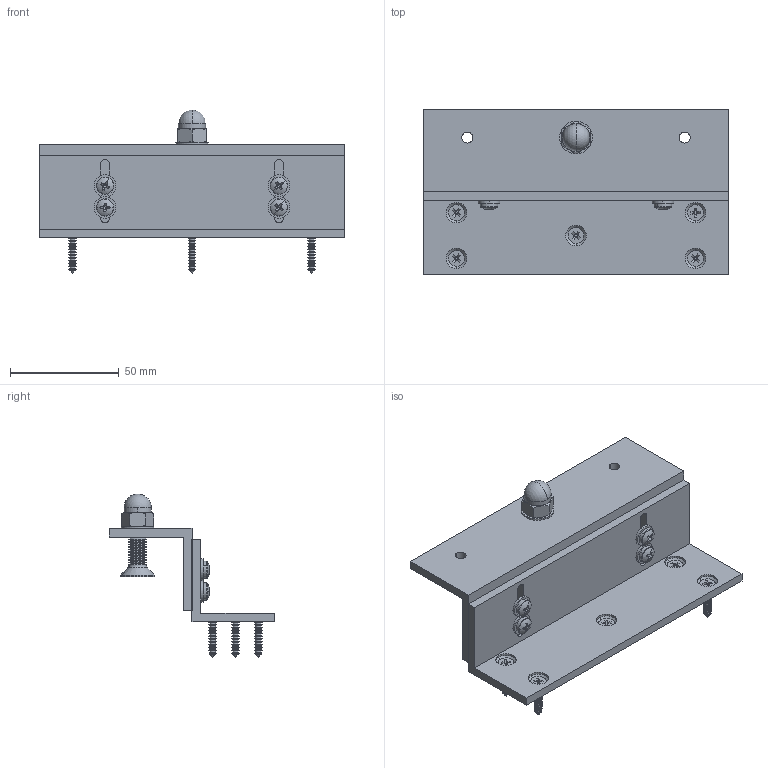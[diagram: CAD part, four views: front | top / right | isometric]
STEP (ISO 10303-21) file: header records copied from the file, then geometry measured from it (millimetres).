
FILE_DESCRIPTION (( 'STEP AP214' ), '1' );
FILE_NAME ('EXT200Z.step', '2021-07-29T14:16:56', ( '' ), ( '' ), 'SwSTEP 2.0', 'SolidWorks 2020', '' );
FILE_SCHEMA (( 'AUTOMOTIVE_DESIGN' ));
Length unit declared in the file: millimetre
Products named in the file (17): ISO 7045 - M4 x 8 - Z --- 8S-6; ISO 7045 - M4 x 8 - Z --- 8S-5; FP0101-WASHER M4-4; Group3; ISO 7046-1 - M8 x 25 - Z --- 25S-1; EXT200Z; ISO 7045 - M4 x 8 - Z --- 8S-3; FP0101-WASHER M4-1; FP0101-WASHER M4-2; tapping screw din 7982-st3.5x19-c-h-s-5; tapping screw din 7982-st3.5x19-c-h-s-2; tapping screw din 7982-st3.5x19-c-h-s-4; tapping screw din 7982-st3.5x19-c-h-s-1; tapping screw din 7982-st3.5x19-c-h-s-3; ISO 7045 - M4 x 8 - Z --- 8S-4; EXT200Z-2; FP0101-WASHER M4-3
Assembly tree (16 placements, depth 2):
  EXT200Z
    Group3
    FP0101-WASHER M4-2
    ISO 7046-1 - M8 x 25 - Z --- 25S-1
    FP0101-WASHER M4-4
    tapping screw din 7982-st3.5x19-c-h-s-1
    FP0101-WASHER M4-3
    ISO 7045 - M4 x 8 - Z --- 8S-3
    FP0101-WASHER M4-1
    ISO 7045 - M4 x 8 - Z --- 8S-4
    EXT200Z-2
    ISO 7045 - M4 x 8 - Z --- 8S-5
    ISO 7045 - M4 x 8 - Z --- 8S-6
    tapping screw din 7982-st3.5x19-c-h-s-2
    tapping screw din 7982-st3.5x19-c-h-s-4
    tapping screw din 7982-st3.5x19-c-h-s-5
    tapping screw din 7982-st3.5x19-c-h-s-3
Bounding box: 140 x 76 x 75.4 mm (x, y, z)
Volume: 83098.6 mm3; surface area: 49811.9 mm2
Topology: 16 solids, 17 shells, 1135 faces, 2692 edges, 1582 vertices
Faces by surface type: cone 552, cylinder 334, plane 199, torus 20, bspline 20, sphere 10
Entity records: 33940 total; most frequent: DIRECTION 6176, CARTESIAN_POINT 6080, ORIENTED_EDGE 5336, EDGE_CURVE 2668, AXIS2_PLACEMENT_3D 2478, VERTEX_POINT 1582, CIRCLE 1344, VECTOR 1220
